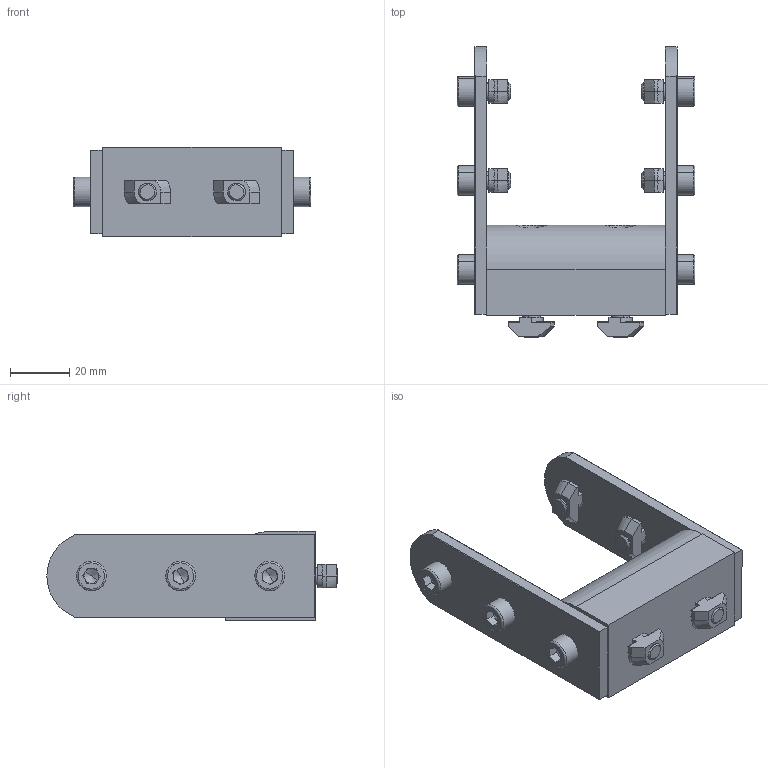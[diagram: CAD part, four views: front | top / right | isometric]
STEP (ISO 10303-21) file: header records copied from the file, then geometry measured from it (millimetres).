
FILE_DESCRIPTION (( 'STEP AP214' ), '1' );
FILE_NAME ('#043 Êîìïëåêò êðîíøòåéíà 30õ60 90ãð ñ ñîåäèíèòåëåì, â ïàç ïðîôèëÿ.STEP', '2022-06-16T14:29:59', ( 'Ñòàñ' ), ( '' ), 'SwSTEP 2.0', 'SolidWorks 2021', '' );
FILE_SCHEMA (( 'AUTOMOTIVE_DESIGN' ));
Length unit declared in the file: millimetre
Products named in the file (7): D67 Âèíò öèëèíäð. ñ âíóòðåííèì øåñò. Ì6 õ 12 DIN 912; D55 Âèíò öèëèíäð. ñ âíóòðåííèì øåñò. Ì6 õ14 DIN 912; D53 Ò-ãàéêà Ì6, ïàç 8_00; A453 Äâîéíîé ïîâîðîòíûé êðîíøòåéí 90ãð, ïàç 8; #043 Êîìïëåêò êðîíøòåéíà 30õ60 90ãð ñ ñîåäèíèòåëåì, â ïàç ïðîôèëÿ; A466 Ïîâîðîòíûé ñîåäèíèòåëü 90ìì, ïàç 8; K89 Âèíò öèëèíäð. ñ âíóòðåííèì øåñò. Ì6 õ30 DIN 912
Assembly tree (17 placements, depth 2):
  #043 Êîìïëåêò êðîíøòåéíà 30õ60 90ãð ñ ñîåäèíèòåëåì, â ïàç ïðîôèëÿ
    A466 Ïîâîðîòíûé ñîåäèíèòåëü 90ìì, ïàç 8  x2
    A453 Äâîéíîé ïîâîðîòíûé êðîíøòåéí 90ãð, ïàç 8
    K89 Âèíò öèëèíäð. ñ âíóòðåííèì øåñò. Ì6 õ30 DIN 912  x2
    D53 Ò-ãàéêà Ì6, ïàç 8_00  x6
    D67 Âèíò öèëèíäð. ñ âíóòðåííèì øåñò. Ì6 õ 12 DIN 912  x4
    D55 Âèíò öèëèíäð. ñ âíóòðåííèì øåñò. Ì6 õ14 DIN 912  x2
Bounding box: 80 x 97.7 x 30 mm (x, y, z)
Volume: 76137 mm3; surface area: 30747.6 mm2
Topology: 17 solids, 17 shells, 551 faces, 1371 edges, 850 vertices
Faces by surface type: plane 330, cylinder 105, cone 84, torus 32
Entity records: 5874 total; most frequent: CARTESIAN_POINT 1330, DIRECTION 907, ORIENTED_EDGE 842, EDGE_CURVE 421, AXIS2_PLACEMENT_3D 334, VERTEX_POINT 261, LINE 239, VECTOR 239
